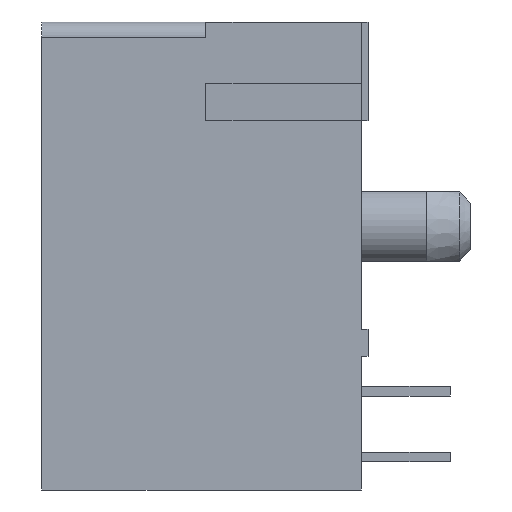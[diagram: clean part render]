
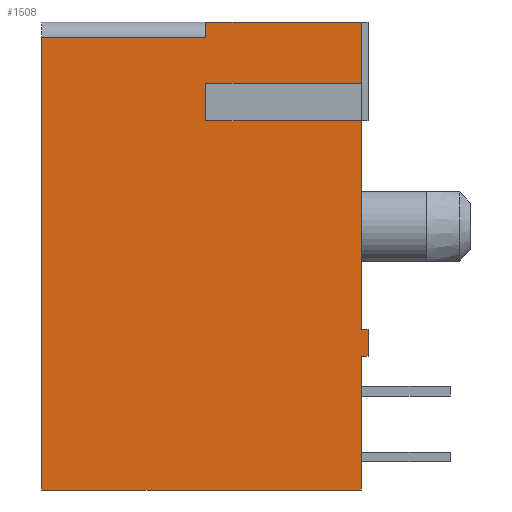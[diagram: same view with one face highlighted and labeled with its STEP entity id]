
A CAD part, left-side view. The second image highlights one B-rep face of the part: STEP entity #1508.
In plain terms, the highlighted planar face has unit normal (-1, 0, 0).
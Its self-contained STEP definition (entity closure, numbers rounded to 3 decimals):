
#8 = DIRECTION ( 'NONE',  ( 0., 1., 0. ) ) ;
#40 = CARTESIAN_POINT ( 'NONE',  ( -6.604, 12.573, 0. ) ) ;
#41 = EDGE_CURVE ( 'NONE', #3033, #3357, #741, .T. ) ;
#46 = DIRECTION ( 'NONE',  ( 0., 1., 0. ) ) ;
#71 = DIRECTION ( 'NONE',  ( 0., 0., 1. ) ) ;
#168 = VECTOR ( 'NONE', #2891, 1000. ) ;
#193 = ORIENTED_EDGE ( 'NONE', *, *, #2756, .T. ) ;
#204 = LINE ( 'NONE', #3050, #2812 ) ;
#229 = CARTESIAN_POINT ( 'NONE',  ( -6.604, 0.254, 0. ) ) ;
#241 = DIRECTION ( 'NONE',  ( -1., 0., 0. ) ) ;
#254 = ORIENTED_EDGE ( 'NONE', *, *, #2093, .T. ) ;
#258 = DIRECTION ( 'NONE',  ( 0., 1., 0. ) ) ;
#270 = CARTESIAN_POINT ( 'NONE',  ( -6.604, 5.4, -0.6 ) ) ;
#298 = EDGE_CURVE ( 'NONE', #1305, #1703, #2265, .T. ) ;
#322 = CARTESIAN_POINT ( 'NONE',  ( -6.604, 0., -12.357 ) ) ;
#365 = VECTOR ( 'NONE', #8, 1000. ) ;
#387 = CARTESIAN_POINT ( 'NONE',  ( -6.604, 0.254, 0. ) ) ;
#435 = CARTESIAN_POINT ( 'NONE',  ( -6.604, 0.254, 0. ) ) ;
#502 = VECTOR ( 'NONE', #2519, 1000. ) ;
#520 = VERTEX_POINT ( 'NONE', #2956 ) ;
#533 = LINE ( 'NONE', #40, #2568 ) ;
#537 = VERTEX_POINT ( 'NONE', #1340 ) ;
#562 = VERTEX_POINT ( 'NONE', #2745 ) ;
#593 = VECTOR ( 'NONE', #3068, 1000. ) ;
#596 = CARTESIAN_POINT ( 'NONE',  ( -6.604, 6.287, -3.81 ) ) ;
#626 = VECTOR ( 'NONE', #71, 1000. ) ;
#716 = DIRECTION ( 'NONE',  ( 0., 0., 1. ) ) ;
#719 = EDGE_CURVE ( 'NONE', #1305, #2245, #204, .T. ) ;
#741 = LINE ( 'NONE', #435, #2215 ) ;
#753 = LINE ( 'NONE', #3380, #3361 ) ;
#786 = CARTESIAN_POINT ( 'NONE',  ( -6.604, 0.254, -2.362 ) ) ;
#829 = LINE ( 'NONE', #2910, #1306 ) ;
#872 = EDGE_CURVE ( 'NONE', #1718, #2336, #829, .T. ) ;
#877 = CARTESIAN_POINT ( 'NONE',  ( -6.604, 12.573, -18.034 ) ) ;
#896 = CARTESIAN_POINT ( 'NONE',  ( -6.604, 6.248, -3.81 ) ) ;
#907 = VERTEX_POINT ( 'NONE', #1582 ) ;
#1004 = EDGE_CURVE ( 'NONE', #1703, #1114, #2865, .T. ) ;
#1023 = EDGE_CURVE ( 'NONE', #562, #2245, #2065, .T. ) ;
#1051 = DIRECTION ( 'NONE',  ( 0., 0., -1. ) ) ;
#1072 = CARTESIAN_POINT ( 'NONE',  ( -6.604, 0.254, -18.034 ) ) ;
#1087 = EDGE_CURVE ( 'NONE', #1308, #3033, #1890, .T. ) ;
#1114 = VERTEX_POINT ( 'NONE', #896 ) ;
#1120 = AXIS2_PLACEMENT_3D ( 'NONE', #2033, #241, #258 ) ;
#1130 = EDGE_CURVE ( 'NONE', #1718, #537, #3039, .T. ) ;
#1132 = CARTESIAN_POINT ( 'NONE',  ( -6.604, 12.573, -0.6 ) ) ;
#1149 = CARTESIAN_POINT ( 'NONE',  ( -6.604, 0.254, -11.836 ) ) ;
#1208 = EDGE_CURVE ( 'NONE', #562, #537, #1636, .T. ) ;
#1250 = CARTESIAN_POINT ( 'NONE',  ( -6.604, 0.254, -12.878 ) ) ;
#1295 = EDGE_CURVE ( 'NONE', #2336, #1796, #533, .T. ) ;
#1305 = VERTEX_POINT ( 'NONE', #1149 ) ;
#1306 = VECTOR ( 'NONE', #46, 1000. ) ;
#1308 = VERTEX_POINT ( 'NONE', #1400 ) ;
#1320 = PLANE ( 'NONE',  #1120 ) ;
#1340 = CARTESIAN_POINT ( 'NONE',  ( -6.604, 0.254, -12.878 ) ) ;
#1354 = LINE ( 'NONE', #2256, #593 ) ;
#1400 = CARTESIAN_POINT ( 'NONE',  ( -6.604, 6.248, -2.362 ) ) ;
#1412 = CARTESIAN_POINT ( 'NONE',  ( -6.604, 0., -11.836 ) ) ;
#1493 = LINE ( 'NONE', #3296, #502 ) ;
#1503 = ORIENTED_EDGE ( 'NONE', *, *, #1295, .F. ) ;
#1508 = ADVANCED_FACE ( 'NONE', ( #2420 ), #1320, .T. ) ;
#1563 = VECTOR ( 'NONE', #2738, 1000. ) ;
#1582 = CARTESIAN_POINT ( 'NONE',  ( -6.604, 6.248, -0.6 ) ) ;
#1625 = EDGE_LOOP ( 'NONE', ( #1966, #1503, #2929, #1977, #2097, #3305, #3320, #1671, #3196, #193, #1844, #1861, #254, #3382 ) ) ;
#1636 = LINE ( 'NONE', #1250, #365 ) ;
#1671 = ORIENTED_EDGE ( 'NONE', *, *, #298, .T. ) ;
#1703 = VERTEX_POINT ( 'NONE', #1778 ) ;
#1718 = VERTEX_POINT ( 'NONE', #1072 ) ;
#1778 = CARTESIAN_POINT ( 'NONE',  ( -6.604, 0.254, -3.81 ) ) ;
#1796 = VERTEX_POINT ( 'NONE', #1132 ) ;
#1844 = ORIENTED_EDGE ( 'NONE', *, *, #1087, .T. ) ;
#1861 = ORIENTED_EDGE ( 'NONE', *, *, #41, .T. ) ;
#1890 = LINE ( 'NONE', #2941, #3076 ) ;
#1966 = ORIENTED_EDGE ( 'NONE', *, *, #3368, .T. ) ;
#1977 = ORIENTED_EDGE ( 'NONE', *, *, #1130, .T. ) ;
#2033 = CARTESIAN_POINT ( 'NONE',  ( -6.604, 6.287, 0. ) ) ;
#2057 = VECTOR ( 'NONE', #2992, 1000. ) ;
#2065 = LINE ( 'NONE', #322, #626 ) ;
#2093 = EDGE_CURVE ( 'NONE', #3357, #520, #1354, .T. ) ;
#2097 = ORIENTED_EDGE ( 'NONE', *, *, #1208, .F. ) ;
#2215 = VECTOR ( 'NONE', #716, 1000. ) ;
#2245 = VERTEX_POINT ( 'NONE', #1412 ) ;
#2256 = CARTESIAN_POINT ( 'NONE',  ( -6.604, 6.287, 0. ) ) ;
#2265 = LINE ( 'NONE', #3009, #1563 ) ;
#2336 = VERTEX_POINT ( 'NONE', #877 ) ;
#2420 = FACE_OUTER_BOUND ( 'NONE', #1625, .T. ) ;
#2443 = VECTOR ( 'NONE', #2678, 1000. ) ;
#2511 = DIRECTION ( 'NONE',  ( 0., -1., 0. ) ) ;
#2519 = DIRECTION ( 'NONE',  ( 0., 0., 1. ) ) ;
#2568 = VECTOR ( 'NONE', #2922, 1000. ) ;
#2678 = DIRECTION ( 'NONE',  ( 0., 1., 0. ) ) ;
#2738 = DIRECTION ( 'NONE',  ( 0., 0., 1. ) ) ;
#2745 = CARTESIAN_POINT ( 'NONE',  ( -6.604, 0., -12.878 ) ) ;
#2756 = EDGE_CURVE ( 'NONE', #1114, #1308, #1493, .T. ) ;
#2812 = VECTOR ( 'NONE', #2511, 1000. ) ;
#2865 = LINE ( 'NONE', #596, #2443 ) ;
#2891 = DIRECTION ( 'NONE',  ( 0., 1., 0. ) ) ;
#2910 = CARTESIAN_POINT ( 'NONE',  ( -6.604, 6.287, -18.034 ) ) ;
#2922 = DIRECTION ( 'NONE',  ( 0., 0., 1. ) ) ;
#2929 = ORIENTED_EDGE ( 'NONE', *, *, #872, .F. ) ;
#2941 = CARTESIAN_POINT ( 'NONE',  ( -6.604, 6.287, -2.362 ) ) ;
#2956 = CARTESIAN_POINT ( 'NONE',  ( -6.604, 6.248, 0. ) ) ;
#2958 = DIRECTION ( 'NONE',  ( 0., -1., 0. ) ) ;
#2959 = LINE ( 'NONE', #270, #168 ) ;
#2992 = DIRECTION ( 'NONE',  ( 0., 0., 1. ) ) ;
#3009 = CARTESIAN_POINT ( 'NONE',  ( -6.604, 0.254, 0. ) ) ;
#3033 = VERTEX_POINT ( 'NONE', #786 ) ;
#3039 = LINE ( 'NONE', #387, #2057 ) ;
#3050 = CARTESIAN_POINT ( 'NONE',  ( -6.604, 0.254, -11.836 ) ) ;
#3052 = EDGE_CURVE ( 'NONE', #520, #907, #753, .T. ) ;
#3068 = DIRECTION ( 'NONE',  ( 0., 1., 0. ) ) ;
#3076 = VECTOR ( 'NONE', #2958, 1000. ) ;
#3196 = ORIENTED_EDGE ( 'NONE', *, *, #1004, .T. ) ;
#3296 = CARTESIAN_POINT ( 'NONE',  ( -6.604, 6.248, 0. ) ) ;
#3305 = ORIENTED_EDGE ( 'NONE', *, *, #1023, .T. ) ;
#3320 = ORIENTED_EDGE ( 'NONE', *, *, #719, .F. ) ;
#3357 = VERTEX_POINT ( 'NONE', #229 ) ;
#3361 = VECTOR ( 'NONE', #1051, 1000. ) ;
#3368 = EDGE_CURVE ( 'NONE', #907, #1796, #2959, .T. ) ;
#3380 = CARTESIAN_POINT ( 'NONE',  ( -6.604, 6.248, 0. ) ) ;
#3382 = ORIENTED_EDGE ( 'NONE', *, *, #3052, .T. ) ;
